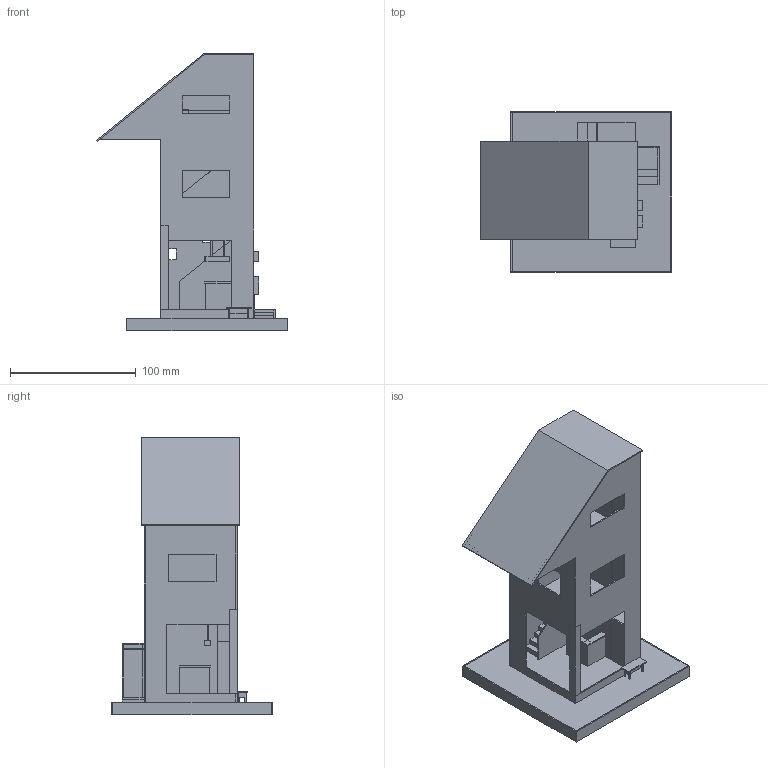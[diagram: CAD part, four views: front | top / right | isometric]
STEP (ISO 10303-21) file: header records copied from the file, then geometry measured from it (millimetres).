
FILE_DESCRIPTION(/* description */ (''),/* implementation_level */ '2;1');
FILE_NAME(/* name */ 'STE9ADA',/* time_stamp */ '2021-12-01T11:55:40+09:00',/* author */ (''),/* organization */ (''),/* preprocessor_version */ 'ST-DEVELOPER v16.5',/* originating_system */ '',/* authorisation */ '');
FILE_SCHEMA (('CONFIG_CONTROL_DESIGN'));
Length unit declared in the file: millimetre
Products named in the file (1): Document
Bounding box: 152.18 x 128 x 221 mm (x, y, z)
Volume: 152493.9 mm3; surface area: 277589.4 mm2
Topology: 101 solids, 101 shells, 726 faces, 1647 edges, 1150 vertices
Faces by surface type: plane 706, bspline 16, cylinder 4
Full cylindrical faces by diameter (mm): 6 x2, 10 x1, 18 x1
Entity records: 17394 total; most frequent: CARTESIAN_POINT 5394, ORIENTED_EDGE 3116, B_SPLINE_CURVE_WITH_KNOTS 1630, EDGE_CURVE 1558, VERTEX_POINT 1034, EDGE_LOOP 752, ADVANCED_FACE 726, FACE_OUTER_BOUND 726
